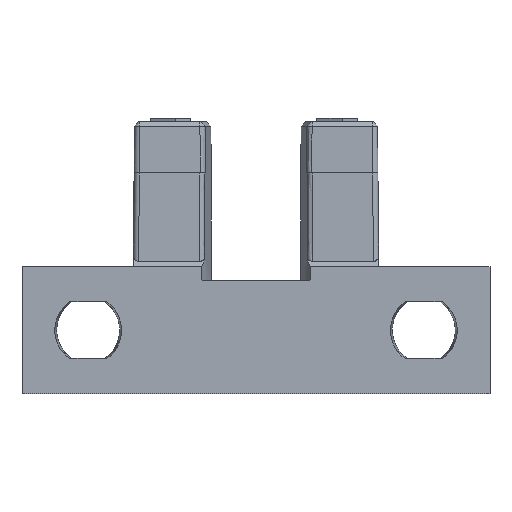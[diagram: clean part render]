
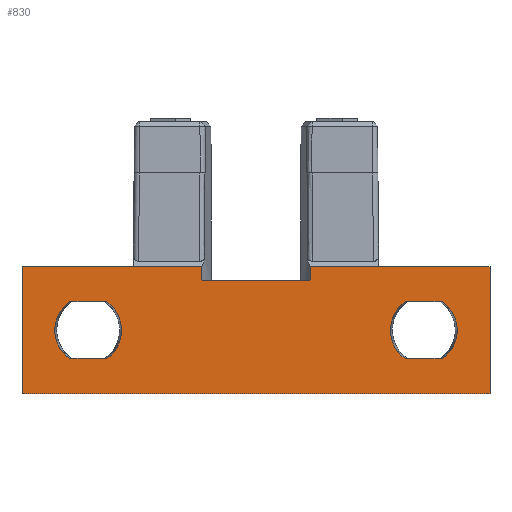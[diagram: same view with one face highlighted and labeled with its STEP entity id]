
A CAD part, left-side view. The second image highlights one B-rep face of the part: STEP entity #830.
In plain terms, the highlighted planar face has unit normal (-1, 0, 0).
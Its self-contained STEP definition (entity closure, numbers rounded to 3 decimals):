
#830=ADVANCED_FACE('',(#1380,#1381,#1382),#1040,.T.);
#1040=PLANE('',#4572);
#1185=B_SPLINE_CURVE_WITH_KNOTS('',3,(#6235,#6236,#6237,#6238),
 .UNSPECIFIED.,.F.,.F.,(4,4),(0.,1.),.UNSPECIFIED.);
#1186=B_SPLINE_CURVE_WITH_KNOTS('',3,(#6242,#6243,#6244,#6245),
 .UNSPECIFIED.,.F.,.F.,(4,4),(0.,1.),.UNSPECIFIED.);
#1292=CIRCLE('',#4568,1.989);
#1293=CIRCLE('',#4569,1.989);
#1294=CIRCLE('',#4570,1.989);
#1295=CIRCLE('',#4571,1.989);
#1380=FACE_BOUND('',#1433,.T.);
#1381=FACE_BOUND('',#1434,.T.);
#1382=FACE_BOUND('',#1435,.T.);
#1433=EDGE_LOOP('',(#1753,#1754,#1755,#1756));
#1434=EDGE_LOOP('',(#1757,#1758,#1759,#1760));
#1435=EDGE_LOOP('',(#1761,#1762,#1763,#1764,#1765,#1766,#1767,#1768));
#1753=ORIENTED_EDGE('',*,*,#3332,.T.);
#1754=ORIENTED_EDGE('',*,*,#3333,.T.);
#1755=ORIENTED_EDGE('',*,*,#3334,.T.);
#1756=ORIENTED_EDGE('',*,*,#3335,.T.);
#1757=ORIENTED_EDGE('',*,*,#3336,.T.);
#1758=ORIENTED_EDGE('',*,*,#3337,.T.);
#1759=ORIENTED_EDGE('',*,*,#3338,.T.);
#1760=ORIENTED_EDGE('',*,*,#3339,.T.);
#1761=ORIENTED_EDGE('',*,*,#3340,.F.);
#1762=ORIENTED_EDGE('',*,*,#3341,.T.);
#1763=ORIENTED_EDGE('',*,*,#3342,.T.);
#1764=ORIENTED_EDGE('',*,*,#3343,.T.);
#1765=ORIENTED_EDGE('',*,*,#3344,.F.);
#1766=ORIENTED_EDGE('',*,*,#3345,.F.);
#1767=ORIENTED_EDGE('',*,*,#3269,.T.);
#1768=ORIENTED_EDGE('',*,*,#3346,.T.);
#2879=VERTEX_POINT('',#5986);
#2880=VERTEX_POINT('',#5988);
#2934=VERTEX_POINT('',#6217);
#2935=VERTEX_POINT('',#6218);
#2936=VERTEX_POINT('',#6220);
#2937=VERTEX_POINT('',#6222);
#2938=VERTEX_POINT('',#6225);
#2939=VERTEX_POINT('',#6226);
#2940=VERTEX_POINT('',#6228);
#2941=VERTEX_POINT('',#6230);
#2942=VERTEX_POINT('',#6233);
#2943=VERTEX_POINT('',#6234);
#2944=VERTEX_POINT('',#6239);
#2945=VERTEX_POINT('',#6241);
#2946=VERTEX_POINT('',#6246);
#2947=VERTEX_POINT('',#6248);
#3269=EDGE_CURVE('',#2880,#2879,#3860,.T.);
#3332=EDGE_CURVE('',#2934,#2935,#3894,.T.);
#3333=EDGE_CURVE('',#2935,#2936,#1292,.T.);
#3334=EDGE_CURVE('',#2936,#2937,#3895,.T.);
#3335=EDGE_CURVE('',#2937,#2934,#1293,.T.);
#3336=EDGE_CURVE('',#2938,#2939,#3896,.T.);
#3337=EDGE_CURVE('',#2939,#2940,#1294,.T.);
#3338=EDGE_CURVE('',#2940,#2941,#3897,.T.);
#3339=EDGE_CURVE('',#2941,#2938,#1295,.T.);
#3340=EDGE_CURVE('',#2942,#2943,#3898,.T.);
#3341=EDGE_CURVE('',#2942,#2944,#1185,.T.);
#3342=EDGE_CURVE('',#2944,#2945,#3899,.T.);
#3343=EDGE_CURVE('',#2945,#2946,#1186,.T.);
#3344=EDGE_CURVE('',#2947,#2946,#3900,.T.);
#3345=EDGE_CURVE('',#2880,#2947,#3901,.T.);
#3346=EDGE_CURVE('',#2879,#2943,#3902,.T.);
#3860=LINE('',#5987,#4205);
#3894=LINE('',#6216,#4239);
#3895=LINE('',#6221,#4240);
#3896=LINE('',#6224,#4241);
#3897=LINE('',#6229,#4242);
#3898=LINE('',#6232,#4243);
#3899=LINE('',#6240,#4244);
#3900=LINE('',#6247,#4245);
#3901=LINE('',#6249,#4246);
#3902=LINE('',#6250,#4247);
#4205=VECTOR('',#4910,1.);
#4239=VECTOR('',#4998,1.);
#4240=VECTOR('',#5001,1.);
#4241=VECTOR('',#5004,1.);
#4242=VECTOR('',#5007,1.);
#4243=VECTOR('',#5010,1.);
#4244=VECTOR('',#5011,1.);
#4245=VECTOR('',#5012,1.);
#4246=VECTOR('',#5013,1.);
#4247=VECTOR('',#5014,1.);
#4568=AXIS2_PLACEMENT_3D('',#6219,#4999,#5000);
#4569=AXIS2_PLACEMENT_3D('',#6223,#5002,#5003);
#4570=AXIS2_PLACEMENT_3D('',#6227,#5005,#5006);
#4571=AXIS2_PLACEMENT_3D('',#6231,#5008,#5009);
#4572=AXIS2_PLACEMENT_3D('',#6251,#5015,#5016);
#4910=DIRECTION('',(0.,-1.,0.));
#4998=DIRECTION('',(0.,-1.,0.));
#4999=DIRECTION('',(1.,0.,0.));
#5000=DIRECTION('',(0.,0.,-1.));
#5001=DIRECTION('',(0.,1.,0.));
#5002=DIRECTION('',(1.,0.,0.));
#5003=DIRECTION('',(0.,0.,-1.));
#5004=DIRECTION('',(0.,-1.,0.));
#5005=DIRECTION('',(1.,0.,0.));
#5006=DIRECTION('',(0.,0.,-1.));
#5007=DIRECTION('',(0.,1.,0.));
#5008=DIRECTION('',(1.,0.,0.));
#5009=DIRECTION('',(0.,0.,-1.));
#5010=DIRECTION('',(0.,-1.,0.));
#5011=DIRECTION('',(0.,1.,0.));
#5012=DIRECTION('',(0.,-1.,0.));
#5013=DIRECTION('',(0.,0.,1.));
#5014=DIRECTION('',(0.,0.,1.));
#5015=DIRECTION('',(-1.,0.,0.));
#5016=DIRECTION('',(0.,0.,1.));
#5986=CARTESIAN_POINT('',(76.7,-41.111,-7.2));
#5987=CARTESIAN_POINT('',(76.7,-14.611,-7.2));
#5988=CARTESIAN_POINT('',(76.7,-14.611,-7.2));
#6216=CARTESIAN_POINT('',(76.7,-18.361,-1.97));
#6217=CARTESIAN_POINT('',(76.7,-17.32,-1.97));
#6218=CARTESIAN_POINT('',(76.7,-19.401,-1.97));
#6219=CARTESIAN_POINT('',(76.7,-18.261,-3.6));
#6220=CARTESIAN_POINT('',(76.7,-19.401,-5.23));
#6221=CARTESIAN_POINT('',(76.7,-18.361,-5.23));
#6222=CARTESIAN_POINT('',(76.7,-17.32,-5.23));
#6223=CARTESIAN_POINT('',(76.7,-18.461,-3.6));
#6224=CARTESIAN_POINT('',(76.7,-37.361,-1.97));
#6225=CARTESIAN_POINT('',(76.7,-36.32,-1.97));
#6226=CARTESIAN_POINT('',(76.7,-38.401,-1.97));
#6227=CARTESIAN_POINT('',(76.7,-37.261,-3.6));
#6228=CARTESIAN_POINT('',(76.7,-38.401,-5.23));
#6229=CARTESIAN_POINT('',(76.7,-37.361,-5.23));
#6230=CARTESIAN_POINT('',(76.7,-36.32,-5.23));
#6231=CARTESIAN_POINT('',(76.7,-37.461,-3.6));
#6232=CARTESIAN_POINT('',(76.7,-14.611,0.));
#6233=CARTESIAN_POINT('',(76.7,-30.923,0.));
#6234=CARTESIAN_POINT('',(76.7,-41.111,0.));
#6235=CARTESIAN_POINT('',(76.7,-30.923,0.));
#6236=CARTESIAN_POINT('',(76.7,-30.921,-0.267));
#6237=CARTESIAN_POINT('',(76.7,-30.92,-0.533));
#6238=CARTESIAN_POINT('',(76.7,-30.918,-0.8));
#6239=CARTESIAN_POINT('',(76.7,-30.918,-0.8));
#6240=CARTESIAN_POINT('',(76.7,-121.472,-0.8));
#6241=CARTESIAN_POINT('',(76.7,-24.803,-0.8));
#6242=CARTESIAN_POINT('',(76.7,-24.803,-0.8));
#6243=CARTESIAN_POINT('',(76.7,-24.802,-0.533));
#6244=CARTESIAN_POINT('',(76.7,-24.8,-0.267));
#6245=CARTESIAN_POINT('',(76.7,-24.799,0.));
#6246=CARTESIAN_POINT('',(76.7,-24.799,0.));
#6247=CARTESIAN_POINT('',(76.7,-14.611,0.));
#6248=CARTESIAN_POINT('',(76.7,-14.611,0.));
#6249=CARTESIAN_POINT('',(76.7,-14.611,-7.2));
#6250=CARTESIAN_POINT('',(76.7,-41.111,-7.2));
#6251=CARTESIAN_POINT('',(76.7,-14.611,-7.2));
